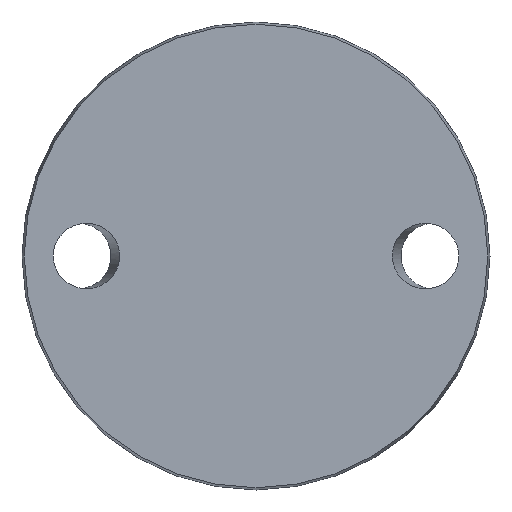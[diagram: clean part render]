
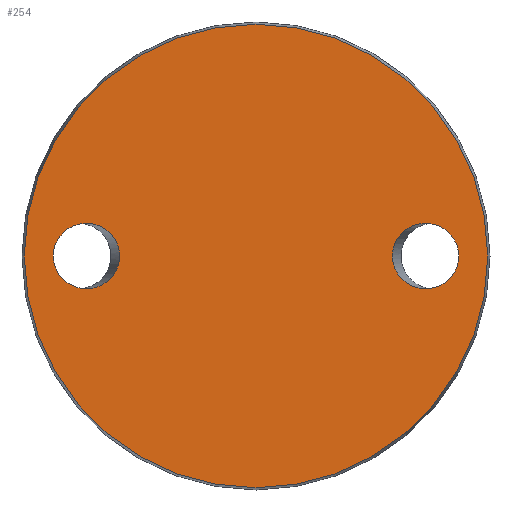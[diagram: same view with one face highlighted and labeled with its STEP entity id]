
A CAD part, front view. The second image highlights one B-rep face of the part: STEP entity #254.
In plain terms, the highlighted planar face has unit normal (0, -1, 0).
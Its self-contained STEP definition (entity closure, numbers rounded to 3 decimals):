
#5 = EDGE_LOOP ( 'NONE', ( #101 ) ) ;
#29 = FACE_BOUND ( 'NONE', #5, .T. ) ;
#53 =( BOUNDED_CURVE ( )  B_SPLINE_CURVE ( 3, ( #707, #411, #717, #710, #661, #98, #533 ),
 .UNSPECIFIED., .T., .T. ) 
 B_SPLINE_CURVE_WITH_KNOTS ( ( 4, 3, 4 ),
 ( 0., 3.142, 6.283 ),
 .UNSPECIFIED. ) 
 CURVE ( )  GEOMETRIC_REPRESENTATION_ITEM ( )  RATIONAL_B_SPLINE_CURVE ( ( 1., 0.333, 0.333, 1., 0.333, 0.333, 1. ) ) 
 REPRESENTATION_ITEM ( '' )  );
#72 = CIRCLE ( 'NONE', #330, 58.425 ) ;
#98 = CARTESIAN_POINT ( 'NONE',  ( 51.115, 0., 16.5 ) ) ;
#100 = CARTESIAN_POINT ( 'NONE',  ( -34.385, 0., 16.5 ) ) ;
#101 = ORIENTED_EDGE ( 'NONE', *, *, #486, .T. ) ;
#104 = CARTESIAN_POINT ( 'NONE',  ( -51.115, 0., -16.5 ) ) ;
#115 = CARTESIAN_POINT ( 'NONE',  ( 51.115, 0., 0. ) ) ;
#117 = PLANE ( 'NONE',  #430 ) ;
#122 = EDGE_CURVE ( 'NONE', #785, #785, #72, .T. ) ;
#141 = DIRECTION ( 'NONE',  ( 0., 0., 1. ) ) ;
#254 = ADVANCED_FACE ( 'NONE', ( #29, #524, #464 ), #117, .F. ) ;
#282 = DIRECTION ( 'NONE',  ( 0., 1., 0. ) ) ;
#315 = CARTESIAN_POINT ( 'NONE',  ( -58.425, 0., 0. ) ) ;
#330 = AXIS2_PLACEMENT_3D ( 'NONE', #487, #784, #389 ) ;
#332 = EDGE_LOOP ( 'NONE', ( #578 ) ) ;
#357 = CARTESIAN_POINT ( 'NONE',  ( -34.385, 0., 0. ) ) ;
#376 = CARTESIAN_POINT ( 'NONE',  ( 0., 0., -58.425 ) ) ;
#389 = DIRECTION ( 'NONE',  ( 0., 0., -1. ) ) ;
#411 = CARTESIAN_POINT ( 'NONE',  ( 51.115, 0., -16.5 ) ) ;
#420 = EDGE_LOOP ( 'NONE', ( #581 ) ) ;
#430 = AXIS2_PLACEMENT_3D ( 'NONE', #315, #282, #141 ) ;
#431 = CARTESIAN_POINT ( 'NONE',  ( -51.115, 0., 16.5 ) ) ;
#433 = CARTESIAN_POINT ( 'NONE',  ( -51.115, 0., 0. ) ) ;
#464 = FACE_OUTER_BOUND ( 'NONE', #420, .T. ) ;
#486 = EDGE_CURVE ( 'NONE', #675, #675, #737, .T. ) ;
#487 = CARTESIAN_POINT ( 'NONE',  ( 0., 0., 0. ) ) ;
#524 = FACE_BOUND ( 'NONE', #332, .T. ) ;
#533 = CARTESIAN_POINT ( 'NONE',  ( 51.115, 0., 0. ) ) ;
#545 = VERTEX_POINT ( 'NONE', #115 ) ;
#578 = ORIENTED_EDGE ( 'NONE', *, *, #690, .T. ) ;
#581 = ORIENTED_EDGE ( 'NONE', *, *, #122, .T. ) ;
#599 = CARTESIAN_POINT ( 'NONE',  ( -34.385, 0., -16.5 ) ) ;
#601 = CARTESIAN_POINT ( 'NONE',  ( -51.115, 0., 0. ) ) ;
#661 = CARTESIAN_POINT ( 'NONE',  ( 34.385, 0., 16.5 ) ) ;
#675 = VERTEX_POINT ( 'NONE', #433 ) ;
#690 = EDGE_CURVE ( 'NONE', #545, #545, #53, .T. ) ;
#707 = CARTESIAN_POINT ( 'NONE',  ( 51.115, 0., 0. ) ) ;
#710 = CARTESIAN_POINT ( 'NONE',  ( 34.385, 0., 0. ) ) ;
#717 = CARTESIAN_POINT ( 'NONE',  ( 34.385, 0., -16.5 ) ) ;
#737 =( BOUNDED_CURVE ( )  B_SPLINE_CURVE ( 3, ( #775, #431, #100, #357, #599, #104, #601 ),
 .UNSPECIFIED., .T., .T. ) 
 B_SPLINE_CURVE_WITH_KNOTS ( ( 4, 3, 4 ),
 ( 0., 3.142, 6.283 ),
 .UNSPECIFIED. ) 
 CURVE ( )  GEOMETRIC_REPRESENTATION_ITEM ( )  RATIONAL_B_SPLINE_CURVE ( ( 1., 0.333, 0.333, 1., 0.333, 0.333, 1. ) ) 
 REPRESENTATION_ITEM ( '' )  );
#775 = CARTESIAN_POINT ( 'NONE',  ( -51.115, 0., 0. ) ) ;
#784 = DIRECTION ( 'NONE',  ( 0., -1., 0. ) ) ;
#785 = VERTEX_POINT ( 'NONE', #376 ) ;
